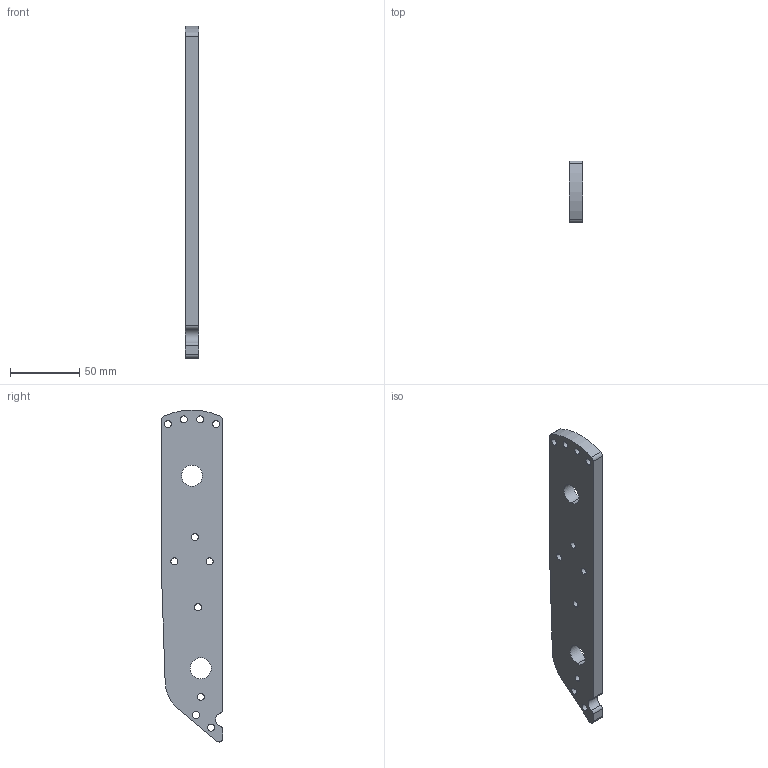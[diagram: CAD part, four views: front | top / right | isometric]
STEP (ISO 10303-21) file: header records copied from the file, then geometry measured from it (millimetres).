
FILE_DESCRIPTION (( 'STEP AP214' ), '1' );
FILE_NAME ('Wheel Gaurd .375''''.STEP', '2023-12-22T04:25:20', ( '' ), ( '' ), 'SwSTEP 2.0', 'SolidWorks 2023', '' );
FILE_SCHEMA (( 'AUTOMOTIVE_DESIGN' ));
Length unit declared in the file: inch
Products named in the file (1): Wheel Gaurd .375''''
Bounding box: 9.53 x 44.45 x 240.26 mm (x, y, z)
Volume: 86672.7 mm3; surface area: 25908.8 mm2
Topology: 1 solids, 1 shells, 43 faces, 123 edges, 82 vertices
Faces by surface type: cylinder 36, plane 7
Entity records: 1528 total; most frequent: DIRECTION 283, CARTESIAN_POINT 249, ORIENTED_EDGE 246, EDGE_CURVE 123, AXIS2_PLACEMENT_3D 116, VERTEX_POINT 82, CIRCLE 72, EDGE_LOOP 69
